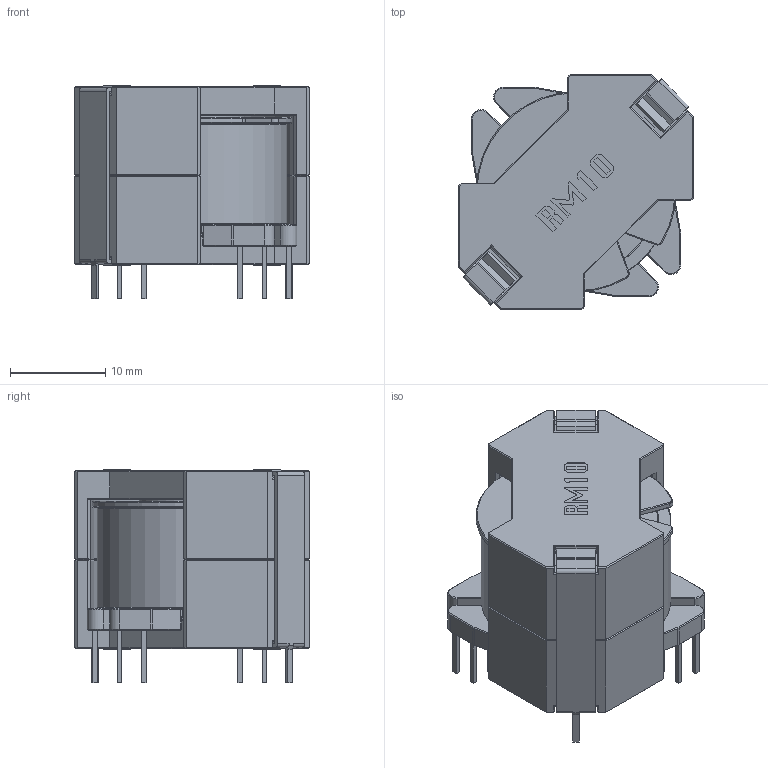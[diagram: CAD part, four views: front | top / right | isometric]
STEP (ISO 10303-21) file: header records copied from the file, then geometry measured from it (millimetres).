
FILE_DESCRIPTION(/* description */ ('model of RM-10_12pin'),/* implementation_level */ '2;1');
FILE_NAME(/* name */ 'RM-10_12pin.stp',/* time_stamp */ '2016-01-08T00:25:15',/* author */ ('Joan The Spark',''),/* organization */ (''),/* preprocessor_version */ '',/* originating_system */ '',/* authorisation */ '');
FILE_SCHEMA (('AUTOMOTIVE_DESIGN { 1 0 10303 214 3 1 1 }'));
Length unit declared in the file: millimetre
Products named in the file (1): RM-10_12pin
Bounding box: 24.7 x 24.7 x 22.4 mm (x, y, z)
Volume: 7849.2 mm3; surface area: 5722.4 mm2
Topology: 1 solids, 1 shells, 546 faces, 1304 edges, 785 vertices
Faces by surface type: plane 468, cylinder 30, cone 28, bspline 20
Full cylindrical faces by diameter (mm): 11.1 x2, 12.21 x2, 17.27 x1, 17.37 x1, 19.85 x1, 19.95 x1
Entity records: 16440 total; most frequent: CARTESIAN_POINT 3486, ORIENTED_EDGE 2586, DIRECTION 2401, EDGE_CURVE 1293, LINE 1167, VECTOR 1167, VERTEX_POINT 782, AXIS2_PLACEMENT_3D 617
